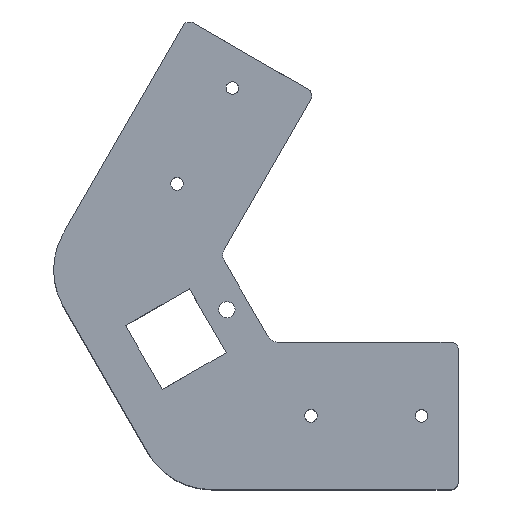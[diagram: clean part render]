
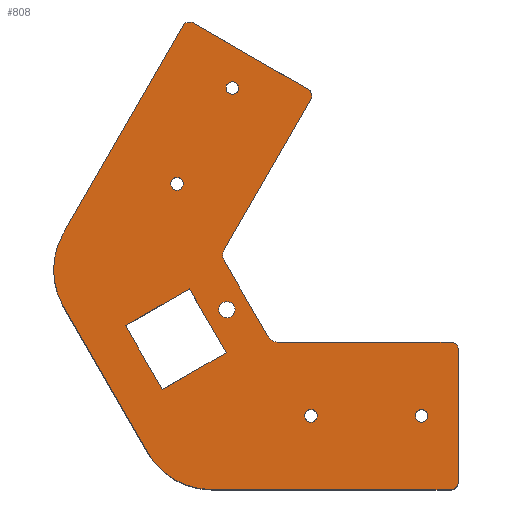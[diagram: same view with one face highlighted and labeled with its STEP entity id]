
A CAD part, top view. The second image highlights one B-rep face of the part: STEP entity #808.
In plain terms, the highlighted planar face has unit normal (0, 0, 1).
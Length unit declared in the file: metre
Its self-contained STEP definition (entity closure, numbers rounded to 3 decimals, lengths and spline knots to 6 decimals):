
#45=LINE('',#1224,#115);
#48=LINE('',#1230,#118);
#51=LINE('',#1236,#121);
#54=LINE('',#1242,#124);
#58=LINE('',#1252,#128);
#61=LINE('',#1260,#131);
#64=LINE('',#1268,#134);
#70=LINE('',#1284,#140);
#74=LINE('',#1296,#144);
#78=LINE('',#1308,#148);
#82=LINE('',#1320,#152);
#87=LINE('',#1334,#157);
#115=VECTOR('',#971,1.);
#118=VECTOR('',#976,1.);
#121=VECTOR('',#981,1.);
#124=VECTOR('',#986,1.);
#128=VECTOR('',#996,1.);
#131=VECTOR('',#1005,1.);
#134=VECTOR('',#1014,1.);
#140=VECTOR('',#1028,1.);
#144=VECTOR('',#1040,1.);
#148=VECTOR('',#1052,1.);
#152=VECTOR('',#1064,1.);
#157=VECTOR('',#1079,1.);
#286=ORIENTED_EDGE('',*,*,#473,.T.);
#287=ORIENTED_EDGE('',*,*,#474,.T.);
#288=ORIENTED_EDGE('',*,*,#475,.T.);
#289=ORIENTED_EDGE('',*,*,#476,.T.);
#290=ORIENTED_EDGE('',*,*,#470,.F.);
#291=ORIENTED_EDGE('',*,*,#425,.F.);
#292=ORIENTED_EDGE('',*,*,#428,.F.);
#293=ORIENTED_EDGE('',*,*,#430,.F.);
#294=ORIENTED_EDGE('',*,*,#432,.F.);
#295=ORIENTED_EDGE('',*,*,#434,.F.);
#296=ORIENTED_EDGE('',*,*,#436,.T.);
#297=ORIENTED_EDGE('',*,*,#438,.T.);
#298=ORIENTED_EDGE('',*,*,#443,.T.);
#299=ORIENTED_EDGE('',*,*,#446,.T.);
#300=ORIENTED_EDGE('',*,*,#449,.T.);
#301=ORIENTED_EDGE('',*,*,#452,.F.);
#302=ORIENTED_EDGE('',*,*,#455,.T.);
#303=ORIENTED_EDGE('',*,*,#458,.T.);
#304=ORIENTED_EDGE('',*,*,#461,.T.);
#305=ORIENTED_EDGE('',*,*,#464,.T.);
#306=ORIENTED_EDGE('',*,*,#469,.T.);
#307=ORIENTED_EDGE('',*,*,#416,.T.);
#308=ORIENTED_EDGE('',*,*,#419,.T.);
#309=ORIENTED_EDGE('',*,*,#422,.T.);
#310=ORIENTED_EDGE('',*,*,#471,.T.);
#416=EDGE_CURVE('',#526,#527,#45,.T.);
#419=EDGE_CURVE('',#527,#528,#48,.T.);
#422=EDGE_CURVE('',#528,#530,#51,.T.);
#425=EDGE_CURVE('',#532,#533,#54,.T.);
#428=EDGE_CURVE('',#534,#532,#592,.T.);
#430=EDGE_CURVE('',#535,#534,#58,.T.);
#432=EDGE_CURVE('',#536,#535,#593,.T.);
#434=EDGE_CURVE('',#537,#536,#61,.T.);
#436=EDGE_CURVE('',#537,#538,#594,.T.);
#438=EDGE_CURVE('',#538,#539,#64,.T.);
#443=EDGE_CURVE('',#539,#543,#595,.T.);
#446=EDGE_CURVE('',#543,#545,#70,.T.);
#449=EDGE_CURVE('',#545,#547,#597,.T.);
#452=EDGE_CURVE('',#549,#547,#74,.T.);
#455=EDGE_CURVE('',#549,#551,#599,.T.);
#458=EDGE_CURVE('',#551,#553,#78,.T.);
#461=EDGE_CURVE('',#553,#555,#601,.T.);
#464=EDGE_CURVE('',#555,#557,#82,.T.);
#469=EDGE_CURVE('',#557,#533,#603,.T.);
#470=EDGE_CURVE('',#560,#560,#604,.T.);
#471=EDGE_CURVE('',#530,#526,#87,.T.);
#473=EDGE_CURVE('',#561,#561,#605,.F.);
#474=EDGE_CURVE('',#562,#562,#606,.F.);
#475=EDGE_CURVE('',#563,#563,#607,.F.);
#476=EDGE_CURVE('',#564,#564,#608,.F.);
#526=VERTEX_POINT('',#1225);
#527=VERTEX_POINT('',#1226);
#528=VERTEX_POINT('',#1231);
#530=VERTEX_POINT('',#1237);
#532=VERTEX_POINT('',#1243);
#533=VERTEX_POINT('',#1244);
#534=VERTEX_POINT('',#1249);
#535=VERTEX_POINT('',#1253);
#536=VERTEX_POINT('',#1257);
#537=VERTEX_POINT('',#1261);
#538=VERTEX_POINT('',#1265);
#539=VERTEX_POINT('',#1269);
#543=VERTEX_POINT('',#1279);
#545=VERTEX_POINT('',#1285);
#547=VERTEX_POINT('',#1291);
#549=VERTEX_POINT('',#1297);
#551=VERTEX_POINT('',#1303);
#553=VERTEX_POINT('',#1309);
#555=VERTEX_POINT('',#1315);
#557=VERTEX_POINT('',#1321);
#560=VERTEX_POINT('',#1332);
#561=VERTEX_POINT('',#1338);
#562=VERTEX_POINT('',#1340);
#563=VERTEX_POINT('',#1342);
#564=VERTEX_POINT('',#1344);
#592=CIRCLE('',#862,0.003);
#593=CIRCLE('',#865,0.003);
#594=CIRCLE('',#868,0.002);
#595=CIRCLE('',#871,0.002);
#597=CIRCLE('',#875,0.02);
#599=CIRCLE('',#879,0.02);
#601=CIRCLE('',#883,0.002);
#603=CIRCLE('',#887,0.002);
#604=CIRCLE('',#889,0.0022);
#605=CIRCLE('',#892,0.0017);
#606=CIRCLE('',#893,0.0017);
#607=CIRCLE('',#894,0.0017);
#608=CIRCLE('',#895,0.0017);
#649=EDGE_LOOP('',(#286));
#650=EDGE_LOOP('',(#287));
#651=EDGE_LOOP('',(#288));
#652=EDGE_LOOP('',(#289));
#653=EDGE_LOOP('',(#290));
#654=EDGE_LOOP('',(#291,#292,#293,#294,#295,#296,#297,#298,#299,#300,#301,
#302,#303,#304,#305,#306));
#655=EDGE_LOOP('',(#307,#308,#309,#310));
#719=FACE_BOUND('',#649,.T.);
#720=FACE_BOUND('',#650,.T.);
#721=FACE_BOUND('',#651,.T.);
#722=FACE_BOUND('',#652,.T.);
#723=FACE_BOUND('',#653,.T.);
#724=FACE_BOUND('',#654,.T.);
#725=FACE_BOUND('',#655,.T.);
#774=PLANE('',#891);
#808=ADVANCED_FACE('',(#719,#720,#721,#722,#723,#724,#725),#774,.T.);
#862=AXIS2_PLACEMENT_3D('',#1248,#991,#992);
#865=AXIS2_PLACEMENT_3D('',#1256,#1000,#1001);
#868=AXIS2_PLACEMENT_3D('',#1264,#1009,#1010);
#871=AXIS2_PLACEMENT_3D('',#1278,#1021,#1022);
#875=AXIS2_PLACEMENT_3D('',#1290,#1033,#1034);
#879=AXIS2_PLACEMENT_3D('',#1302,#1045,#1046);
#883=AXIS2_PLACEMENT_3D('',#1314,#1057,#1058);
#887=AXIS2_PLACEMENT_3D('',#1329,#1071,#1072);
#889=AXIS2_PLACEMENT_3D('',#1331,#1075,#1076);
#891=AXIS2_PLACEMENT_3D('',#1336,#1081,#1082);
#892=AXIS2_PLACEMENT_3D('',#1337,#1083,#1084);
#893=AXIS2_PLACEMENT_3D('',#1339,#1085,#1086);
#894=AXIS2_PLACEMENT_3D('',#1341,#1087,#1088);
#895=AXIS2_PLACEMENT_3D('',#1343,#1089,#1090);
#971=DIRECTION('',(0.5,-0.866,0.));
#976=DIRECTION('',(-0.866,-0.5,0.));
#981=DIRECTION('',(-0.5,0.866,0.));
#986=DIRECTION('',(1.,0.,0.));
#991=DIRECTION('',(0.,0.,1.));
#992=DIRECTION('',(1.,0.,0.));
#996=DIRECTION('',(0.5,-0.866,0.));
#1000=DIRECTION('',(0.,0.,1.));
#1001=DIRECTION('',(1.,0.,0.));
#1005=DIRECTION('',(-0.5,-0.866,0.));
#1009=DIRECTION('',(0.,0.,1.));
#1010=DIRECTION('',(1.,0.,0.));
#1014=DIRECTION('',(-0.866,0.5,0.));
#1021=DIRECTION('',(0.,0.,1.));
#1022=DIRECTION('',(1.,0.,0.));
#1028=DIRECTION('',(-0.5,-0.866,0.));
#1033=DIRECTION('',(0.,0.,1.));
#1034=DIRECTION('',(1.,0.,0.));
#1040=DIRECTION('',(-0.5,0.866,0.));
#1045=DIRECTION('',(0.,0.,1.));
#1046=DIRECTION('',(1.,0.,0.));
#1052=DIRECTION('',(1.,0.,0.));
#1057=DIRECTION('',(0.,0.,1.));
#1058=DIRECTION('',(1.,0.,0.));
#1064=DIRECTION('',(0.,1.,0.));
#1071=DIRECTION('',(0.,0.,1.));
#1072=DIRECTION('',(1.,0.,0.));
#1075=DIRECTION('',(0.,0.,1.));
#1076=DIRECTION('',(1.,0.,0.));
#1079=DIRECTION('',(0.866,0.5,0.));
#1081=DIRECTION('',(0.,0.,1.));
#1082=DIRECTION('',(1.,0.,0.));
#1083=DIRECTION('',(0.,0.,1.));
#1084=DIRECTION('',(1.,0.,0.));
#1085=DIRECTION('',(0.,0.,1.));
#1086=DIRECTION('',(1.,0.,0.));
#1087=DIRECTION('',(0.,0.,1.));
#1088=DIRECTION('',(1.,0.,0.));
#1089=DIRECTION('',(0.,0.,1.));
#1090=DIRECTION('',(1.,0.,0.));
#1224=CARTESIAN_POINT('',(-0.011982,0.035806,0.));
#1225=CARTESIAN_POINT('',(-0.016982,0.044466,0.));
#1226=CARTESIAN_POINT('',(-0.006982,0.027146,0.));
#1230=CARTESIAN_POINT('',(-0.015642,0.022146,0.));
#1231=CARTESIAN_POINT('',(-0.024303,0.017146,0.));
#1236=CARTESIAN_POINT('',(-0.029303,0.025806,0.));
#1237=CARTESIAN_POINT('',(-0.034303,0.034466,0.));
#1242=CARTESIAN_POINT('',(0.03496,0.03,0.));
#1243=CARTESIAN_POINT('',(0.006959,0.03,0.));
#1244=CARTESIAN_POINT('',(0.054,0.03,0.));
#1248=CARTESIAN_POINT('',(0.006959,0.033,0.));
#1249=CARTESIAN_POINT('',(0.00436,0.0315,0.));
#1252=CARTESIAN_POINT('',(-0.00159,0.041806,0.));
#1253=CARTESIAN_POINT('',(-0.00754,0.052112,0.));
#1256=CARTESIAN_POINT('',(-0.004942,0.053612,0.));
#1257=CARTESIAN_POINT('',(-0.00754,0.055112,0.));
#1260=CARTESIAN_POINT('',(-0.002632,0.063612,0.));
#1261=CARTESIAN_POINT('',(0.015981,0.095851,0.));
#1264=CARTESIAN_POINT('',(0.014249,0.096851,0.));
#1265=CARTESIAN_POINT('',(0.015249,0.098583,0.));
#1268=CARTESIAN_POINT('',(0.011785,0.100583,0.));
#1269=CARTESIAN_POINT('',(-0.015928,0.116583,0.));
#1278=CARTESIAN_POINT('',(-0.016928,0.114851,0.));
#1279=CARTESIAN_POINT('',(-0.01866,0.115851,0.));
#1284=CARTESIAN_POINT('',(-0.034895,0.087732,0.));
#1285=CARTESIAN_POINT('',(-0.05113,0.059612,0.));
#1290=CARTESIAN_POINT('',(-0.033809,0.049612,0.));
#1291=CARTESIAN_POINT('',(-0.05113,0.039612,0.));
#1296=CARTESIAN_POINT('',(-0.039695,0.019806,0.));
#1297=CARTESIAN_POINT('',(-0.02826,0.,0.));
#1302=CARTESIAN_POINT('',(-0.010939,0.01,0.));
#1303=CARTESIAN_POINT('',(-0.010939,-0.01,0.));
#1308=CARTESIAN_POINT('',(0.02153,-0.01,0.));
#1309=CARTESIAN_POINT('',(0.054,-0.01,0.));
#1314=CARTESIAN_POINT('',(0.054,-0.008,0.));
#1315=CARTESIAN_POINT('',(0.056,-0.008,0.));
#1320=CARTESIAN_POINT('',(0.056,-0.004,0.));
#1321=CARTESIAN_POINT('',(0.056,0.028,0.));
#1329=CARTESIAN_POINT('',(0.054,0.028,0.));
#1331=CARTESIAN_POINT('',(-0.006786,0.038806,0.));
#1332=CARTESIAN_POINT('',(-0.004586,0.038806,0.));
#1334=CARTESIAN_POINT('',(-0.025642,0.039466,0.));
#1336=CARTESIAN_POINT('',(0.001095,0.053426,0.));
#1337=CARTESIAN_POINT('',(-0.02034,0.072942,0.));
#1338=CARTESIAN_POINT('',(-0.01864,0.072942,0.));
#1339=CARTESIAN_POINT('',(-0.00534,0.098923,0.));
#1340=CARTESIAN_POINT('',(-0.00364,0.098923,0.));
#1341=CARTESIAN_POINT('',(0.016,0.01,0.));
#1342=CARTESIAN_POINT('',(0.0177,0.01,0.));
#1343=CARTESIAN_POINT('',(0.046,0.01,0.));
#1344=CARTESIAN_POINT('',(0.0477,0.01,0.));
